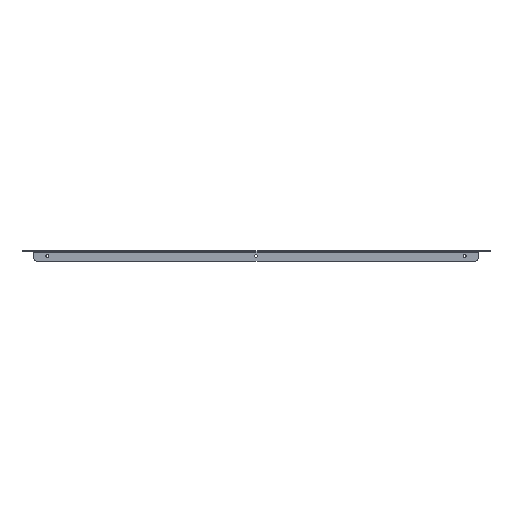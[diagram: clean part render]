
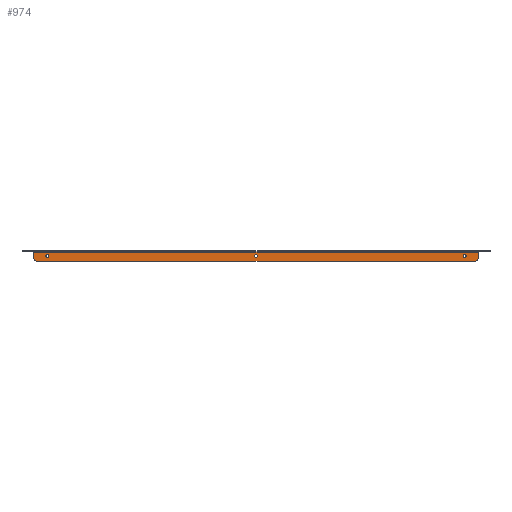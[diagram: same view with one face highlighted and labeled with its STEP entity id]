
A CAD part, front view. The second image highlights one B-rep face of the part: STEP entity #974.
In plain terms, the highlighted planar face has unit normal (0, -1, 0).
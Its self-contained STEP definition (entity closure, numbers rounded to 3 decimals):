
#11 = LINE ( 'NONE', #2158, #1934 ) ;
#41 = EDGE_CURVE ( 'NONE', #545, #1620, #1423, .T. ) ;
#76 = CARTESIAN_POINT ( 'NONE',  ( 326.25, -149.8, -10. ) ) ;
#82 = DIRECTION ( 'NONE',  ( 0., 0., 1. ) ) ;
#110 = PLANE ( 'NONE',  #1599 ) ;
#116 = DIRECTION ( 'NONE',  ( 0., 0., -1. ) ) ;
#216 = DIRECTION ( 'NONE',  ( 0., 0., 1. ) ) ;
#239 = CARTESIAN_POINT ( 'NONE',  ( -321.25, -149.8, -15. ) ) ;
#248 = ORIENTED_EDGE ( 'NONE', *, *, #2397, .T. ) ;
#272 = FACE_BOUND ( 'NONE', #1518, .T. ) ;
#293 = LINE ( 'NONE', #478, #1806 ) ;
#305 = AXIS2_PLACEMENT_3D ( 'NONE', #675, #1399, #942 ) ;
#321 = AXIS2_PLACEMENT_3D ( 'NONE', #988, #2104, #1724 ) ;
#339 = FACE_OUTER_BOUND ( 'NONE', #707, .T. ) ;
#417 = CARTESIAN_POINT ( 'NONE',  ( -321.25, -149.8, -10. ) ) ;
#429 = AXIS2_PLACEMENT_3D ( 'NONE', #1946, #2284, #631 ) ;
#454 = CARTESIAN_POINT ( 'NONE',  ( 321.25, -149.8, -15. ) ) ;
#471 = VECTOR ( 'NONE', #2319, 1000. ) ;
#478 = CARTESIAN_POINT ( 'NONE',  ( -326.25, -149.8, 0. ) ) ;
#482 = ORIENTED_EDGE ( 'NONE', *, *, #41, .F. ) ;
#534 = EDGE_CURVE ( 'NONE', #540, #1348, #2183, .T. ) ;
#540 = VERTEX_POINT ( 'NONE', #2262 ) ;
#545 = VERTEX_POINT ( 'NONE', #622 ) ;
#549 = DIRECTION ( 'NONE',  ( 1., 0., 0. ) ) ;
#550 = EDGE_LOOP ( 'NONE', ( #1426 ) ) ;
#591 = DIRECTION ( 'NONE',  ( 0., -1., 0. ) ) ;
#598 = LINE ( 'NONE', #2052, #1510 ) ;
#622 = CARTESIAN_POINT ( 'NONE',  ( -326.25, -149.8, -0.919 ) ) ;
#630 = VERTEX_POINT ( 'NONE', #76 ) ;
#631 = DIRECTION ( 'NONE',  ( 0., 0., 1. ) ) ;
#675 = CARTESIAN_POINT ( 'NONE',  ( 306.25, -149.8, -7.5 ) ) ;
#707 = EDGE_LOOP ( 'NONE', ( #248, #1365, #2322, #1121, #1175, #482 ) ) ;
#761 = EDGE_CURVE ( 'NONE', #815, #630, #1112, .T. ) ;
#775 = FACE_BOUND ( 'NONE', #2212, .T. ) ;
#784 = EDGE_CURVE ( 'NONE', #902, #902, #796, .T. ) ;
#796 = CIRCLE ( 'NONE', #429, 2.1 ) ;
#815 = VERTEX_POINT ( 'NONE', #454 ) ;
#867 = DIRECTION ( 'NONE',  ( 0., 1., 0. ) ) ;
#902 = VERTEX_POINT ( 'NONE', #1213 ) ;
#942 = DIRECTION ( 'NONE',  ( 0., 0., 1. ) ) ;
#974 = ADVANCED_FACE ( 'NONE', ( #775, #2306, #272, #339 ), #110, .F. ) ;
#986 = DIRECTION ( 'NONE',  ( 0., 0., 1. ) ) ;
#988 = CARTESIAN_POINT ( 'NONE',  ( 321.25, -149.8, -10. ) ) ;
#1017 = CARTESIAN_POINT ( 'NONE',  ( 306.25, -149.8, -5.4 ) ) ;
#1080 = VERTEX_POINT ( 'NONE', #1017 ) ;
#1102 = VERTEX_POINT ( 'NONE', #1233 ) ;
#1112 = CIRCLE ( 'NONE', #321, 5. ) ;
#1121 = ORIENTED_EDGE ( 'NONE', *, *, #761, .T. ) ;
#1149 = DIRECTION ( 'NONE',  ( 0., 1., 0. ) ) ;
#1164 = AXIS2_PLACEMENT_3D ( 'NONE', #1889, #1149, #986 ) ;
#1175 = ORIENTED_EDGE ( 'NONE', *, *, #1535, .T. ) ;
#1197 = AXIS2_PLACEMENT_3D ( 'NONE', #417, #591, #216 ) ;
#1213 = CARTESIAN_POINT ( 'NONE',  ( 0., -149.8, -5.4 ) ) ;
#1223 = EDGE_CURVE ( 'NONE', #1348, #815, #598, .T. ) ;
#1233 = CARTESIAN_POINT ( 'NONE',  ( -306.25, -149.8, -5.4 ) ) ;
#1348 = VERTEX_POINT ( 'NONE', #239 ) ;
#1365 = ORIENTED_EDGE ( 'NONE', *, *, #534, .T. ) ;
#1399 = DIRECTION ( 'NONE',  ( 0., 1., 0. ) ) ;
#1423 = LINE ( 'NONE', #1944, #471 ) ;
#1426 = ORIENTED_EDGE ( 'NONE', *, *, #784, .T. ) ;
#1448 = CIRCLE ( 'NONE', #1164, 2.1 ) ;
#1510 = VECTOR ( 'NONE', #549, 1000. ) ;
#1518 = EDGE_LOOP ( 'NONE', ( #1877 ) ) ;
#1535 = EDGE_CURVE ( 'NONE', #630, #1620, #11, .T. ) ;
#1571 = CARTESIAN_POINT ( 'NONE',  ( 0., -149.8, 0. ) ) ;
#1594 = CIRCLE ( 'NONE', #305, 2.1 ) ;
#1599 = AXIS2_PLACEMENT_3D ( 'NONE', #1571, #867, #82 ) ;
#1620 = VERTEX_POINT ( 'NONE', #2405 ) ;
#1698 = ORIENTED_EDGE ( 'NONE', *, *, #2354, .T. ) ;
#1724 = DIRECTION ( 'NONE',  ( 0., 0., 1. ) ) ;
#1781 = DIRECTION ( 'NONE',  ( 0., 0., 1. ) ) ;
#1806 = VECTOR ( 'NONE', #116, 1000. ) ;
#1809 = EDGE_CURVE ( 'NONE', #1080, #1080, #1594, .T. ) ;
#1877 = ORIENTED_EDGE ( 'NONE', *, *, #1809, .T. ) ;
#1889 = CARTESIAN_POINT ( 'NONE',  ( -306.25, -149.8, -7.5 ) ) ;
#1934 = VECTOR ( 'NONE', #1781, 1000. ) ;
#1944 = CARTESIAN_POINT ( 'NONE',  ( -328.796, -149.8, -0.919 ) ) ;
#1946 = CARTESIAN_POINT ( 'NONE',  ( 0., -149.8, -7.5 ) ) ;
#2052 = CARTESIAN_POINT ( 'NONE',  ( 0., -149.8, -15. ) ) ;
#2104 = DIRECTION ( 'NONE',  ( 0., -1., 0. ) ) ;
#2158 = CARTESIAN_POINT ( 'NONE',  ( 326.25, -149.8, 0. ) ) ;
#2183 = CIRCLE ( 'NONE', #1197, 5. ) ;
#2212 = EDGE_LOOP ( 'NONE', ( #1698 ) ) ;
#2262 = CARTESIAN_POINT ( 'NONE',  ( -326.25, -149.8, -10. ) ) ;
#2284 = DIRECTION ( 'NONE',  ( 0., 1., 0. ) ) ;
#2306 = FACE_BOUND ( 'NONE', #550, .T. ) ;
#2319 = DIRECTION ( 'NONE',  ( 1., 0., 0. ) ) ;
#2322 = ORIENTED_EDGE ( 'NONE', *, *, #1223, .T. ) ;
#2354 = EDGE_CURVE ( 'NONE', #1102, #1102, #1448, .T. ) ;
#2397 = EDGE_CURVE ( 'NONE', #545, #540, #293, .T. ) ;
#2405 = CARTESIAN_POINT ( 'NONE',  ( 326.25, -149.8, -0.919 ) ) ;
